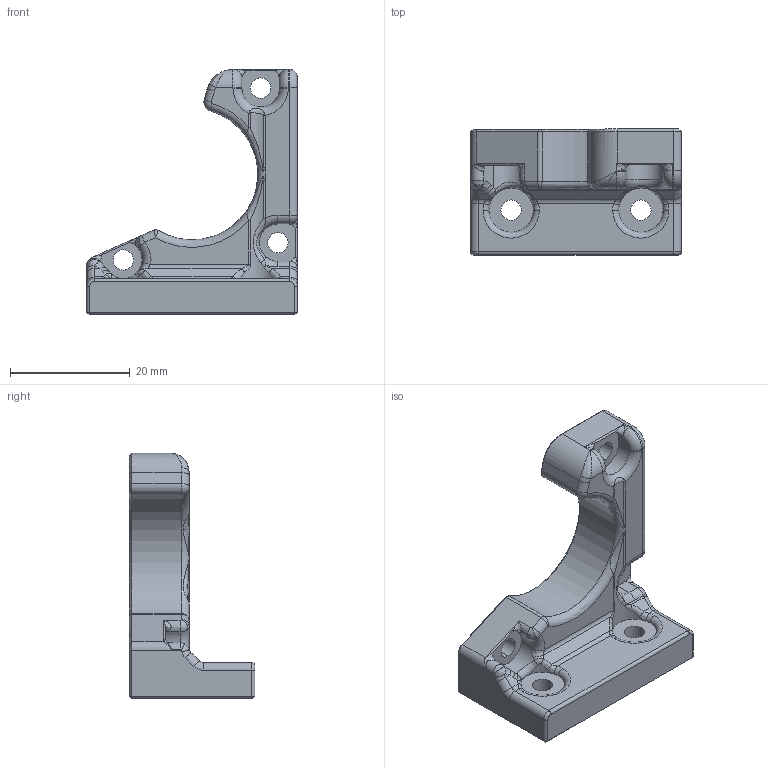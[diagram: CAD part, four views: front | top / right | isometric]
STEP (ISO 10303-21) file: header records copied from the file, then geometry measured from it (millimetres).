
FILE_DESCRIPTION (( 'STEP AP214' ), '1' );
FILE_NAME ('thicker_longboi_alt_z_motor_mount.STEP', '2021-08-23T01:44:28', ( '' ), ( '' ), 'SwSTEP 2.0', 'SolidWorks 2021', '' );
FILE_SCHEMA (( 'AUTOMOTIVE_DESIGN' ));
Length unit declared in the file: millimetre
Products named in the file (1): thicker_longboi_alt_z_motor_mount
Bounding box: 35.2 x 21 x 41 mm (x, y, z)
Volume: 8776 mm3; surface area: 4061.1 mm2
Topology: 1 solids, 1 shells, 175 faces, 420 edges, 240 vertices
Faces by surface type: cylinder 60, plane 37, bspline 37, torus 23, cone 18
Entity records: 7068 total; most frequent: CARTESIAN_POINT 3224, ORIENTED_EDGE 828, DIRECTION 779, EDGE_CURVE 414, AXIS2_PLACEMENT_3D 314, VERTEX_POINT 240, EDGE_LOOP 184, ADVANCED_FACE 175
